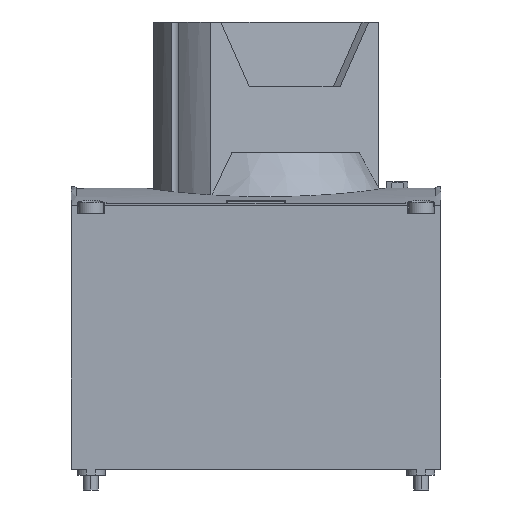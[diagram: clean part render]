
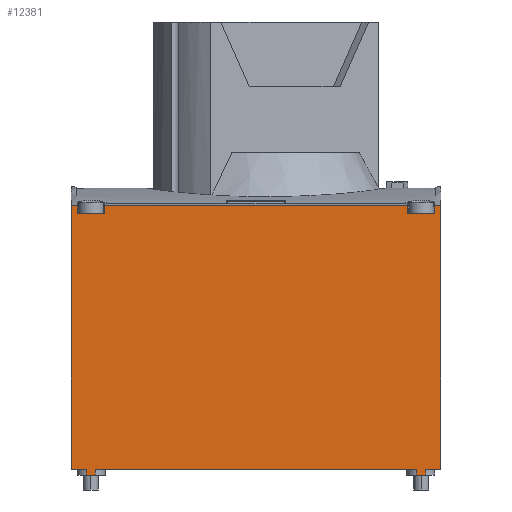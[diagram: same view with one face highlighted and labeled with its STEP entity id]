
A CAD part, front view. The second image highlights one B-rep face of the part: STEP entity #12381.
In plain terms, the highlighted planar face has unit normal (0, -1, 0).
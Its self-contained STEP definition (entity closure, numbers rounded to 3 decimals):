
#77=DIRECTION('',(1.,0.,0.));
#78=VECTOR('',#77,65.143);
#79=CARTESIAN_POINT('',(4.929,0.,1.2));
#80=LINE('',#79,#78);
#84=DIRECTION('',(0.,0.,-1.));
#85=VECTOR('',#84,1.2);
#86=CARTESIAN_POINT('',(4.929,0.,1.2));
#87=LINE('',#86,#85);
#91=DIRECTION('',(1.,0.,0.));
#92=VECTOR('',#91,3.071);
#93=CARTESIAN_POINT('',(0.,0.,1.2));
#94=LINE('',#93,#92);
#98=DIRECTION('',(-1.,0.,0.));
#99=VECTOR('',#98,1.25);
#100=CARTESIAN_POINT('',(1.25,0.,54.7));
#101=LINE('',#100,#99);
#105=DIRECTION('',(0.,0.,-1.));
#106=VECTOR('',#105,1.7);
#107=CARTESIAN_POINT('',(1.25,0.,54.7));
#108=LINE('',#107,#106);
#112=DIRECTION('',(1.,0.,0.));
#113=VECTOR('',#112,5.5);
#114=CARTESIAN_POINT('',(1.25,0.,53.));
#115=LINE('',#114,#113);
#119=DIRECTION('',(0.,0.,-1.));
#120=VECTOR('',#119,1.7);
#121=CARTESIAN_POINT('',(6.75,0.,54.7));
#122=LINE('',#121,#120);
#126=DIRECTION('',(-1.,0.,0.));
#127=VECTOR('',#126,61.5);
#128=CARTESIAN_POINT('',(68.25,0.,54.7));
#129=LINE('',#128,#127);
#133=DIRECTION('',(0.,0.,-1.));
#134=VECTOR('',#133,1.7);
#135=CARTESIAN_POINT('',(68.25,0.,54.7));
#136=LINE('',#135,#134);
#140=DIRECTION('',(1.,0.,0.));
#141=VECTOR('',#140,5.5);
#142=CARTESIAN_POINT('',(68.25,0.,53.));
#143=LINE('',#142,#141);
#147=DIRECTION('',(0.,0.,-1.));
#148=VECTOR('',#147,1.7);
#149=CARTESIAN_POINT('',(73.75,0.,54.7));
#150=LINE('',#149,#148);
#154=DIRECTION('',(-1.,0.,0.));
#155=VECTOR('',#154,1.25);
#156=CARTESIAN_POINT('',(75.,0.,54.7));
#157=LINE('',#156,#155);
#161=DIRECTION('',(1.,0.,0.));
#162=VECTOR('',#161,3.071);
#163=CARTESIAN_POINT('',(71.929,0.,1.2));
#164=LINE('',#163,#162);
#168=DIRECTION('',(0.,0.,-1.));
#169=VECTOR('',#168,1.2);
#170=CARTESIAN_POINT('',(71.929,0.,1.2));
#171=LINE('',#170,#169);
#461=DIRECTION('',(0.,0.,-1.));
#462=VECTOR('',#461,1.2);
#463=CARTESIAN_POINT('',(70.071,0.,1.2));
#464=LINE('',#463,#462);
#514=DIRECTION('',(-1.,0.,0.));
#515=VECTOR('',#514,1.857);
#516=CARTESIAN_POINT('',(71.929,0.,0.));
#517=LINE('',#516,#515);
#560=DIRECTION('',(-1.,0.,0.));
#561=VECTOR('',#560,1.857);
#562=CARTESIAN_POINT('',(4.929,0.,0.));
#563=LINE('',#562,#561);
#5455=DIRECTION('',(0.,0.,-1.));
#5456=VECTOR('',#5455,53.5);
#5457=CARTESIAN_POINT('',(0.,0.,54.7));
#5458=LINE('',#5457,#5456);
#5613=DIRECTION('',(0.,0.,-1.));
#5614=VECTOR('',#5613,1.2);
#5615=CARTESIAN_POINT('',(3.071,0.,1.2));
#5616=LINE('',#5615,#5614);
#8231=DIRECTION('',(0.,0.,1.));
#8232=VECTOR('',#8231,53.5);
#8233=CARTESIAN_POINT('',(75.,0.,1.2));
#8234=LINE('',#8233,#8232);
#10485=CARTESIAN_POINT('',(75.,0.,54.7));
#10487=VERTEX_POINT('',#10485);
#10491=CARTESIAN_POINT('',(0.,0.,54.7));
#10492=VERTEX_POINT('',#10491);
#10521=CARTESIAN_POINT('',(75.,0.,1.2));
#10523=VERTEX_POINT('',#10521);
#10535=CARTESIAN_POINT('',(0.,0.,1.2));
#10537=VERTEX_POINT('',#10535);
#10679=CARTESIAN_POINT('',(1.25,0.,53.));
#10680=CARTESIAN_POINT('',(6.75,0.,53.));
#10681=VERTEX_POINT('',#10679);
#10682=VERTEX_POINT('',#10680);
#10683=CARTESIAN_POINT('',(68.25,0.,53.));
#10684=CARTESIAN_POINT('',(73.75,0.,53.));
#10685=VERTEX_POINT('',#10683);
#10686=VERTEX_POINT('',#10684);
#10687=CARTESIAN_POINT('',(1.25,0.,54.7));
#10688=VERTEX_POINT('',#10687);
#10689=CARTESIAN_POINT('',(6.75,0.,54.7));
#10690=VERTEX_POINT('',#10689);
#10691=CARTESIAN_POINT('',(68.25,0.,54.7));
#10692=VERTEX_POINT('',#10691);
#10693=CARTESIAN_POINT('',(73.75,0.,54.7));
#10694=VERTEX_POINT('',#10693);
#11520=CARTESIAN_POINT('',(71.929,0.,0.));
#11521=VERTEX_POINT('',#11520);
#11522=CARTESIAN_POINT('',(70.071,0.,0.));
#11523=VERTEX_POINT('',#11522);
#11528=CARTESIAN_POINT('',(3.071,0.,0.));
#11530=VERTEX_POINT('',#11528);
#11534=CARTESIAN_POINT('',(4.929,0.,0.));
#11535=VERTEX_POINT('',#11534);
#11540=CARTESIAN_POINT('',(70.071,0.,1.2));
#11542=VERTEX_POINT('',#11540);
#11550=CARTESIAN_POINT('',(71.929,0.,1.2));
#11551=VERTEX_POINT('',#11550);
#11556=CARTESIAN_POINT('',(3.071,0.,1.2));
#11558=VERTEX_POINT('',#11556);
#11565=CARTESIAN_POINT('',(4.929,0.,1.2));
#11567=VERTEX_POINT('',#11565);
#12334=CARTESIAN_POINT('',(0.,0.,0.));
#12335=DIRECTION('',(0.,-1.,0.));
#12336=DIRECTION('',(1.,0.,0.));
#12337=AXIS2_PLACEMENT_3D('',#12334,#12335,#12336);
#12338=PLANE('',#12337);
#12340=ORIENTED_EDGE('',*,*,#12339,.F.);
#12342=ORIENTED_EDGE('',*,*,#12341,.T.);
#12344=ORIENTED_EDGE('',*,*,#12343,.T.);
#12346=ORIENTED_EDGE('',*,*,#12345,.F.);
#12348=ORIENTED_EDGE('',*,*,#12347,.F.);
#12350=ORIENTED_EDGE('',*,*,#12349,.F.);
#12352=ORIENTED_EDGE('',*,*,#12351,.F.);
#12354=ORIENTED_EDGE('',*,*,#12353,.T.);
#12356=ORIENTED_EDGE('',*,*,#12355,.T.);
#12358=ORIENTED_EDGE('',*,*,#12357,.F.);
#12360=ORIENTED_EDGE('',*,*,#12359,.F.);
#12362=ORIENTED_EDGE('',*,*,#12361,.T.);
#12364=ORIENTED_EDGE('',*,*,#12363,.T.);
#12366=ORIENTED_EDGE('',*,*,#12365,.F.);
#12368=ORIENTED_EDGE('',*,*,#12367,.F.);
#12370=ORIENTED_EDGE('',*,*,#12369,.F.);
#12372=ORIENTED_EDGE('',*,*,#12371,.F.);
#12374=ORIENTED_EDGE('',*,*,#12373,.T.);
#12376=ORIENTED_EDGE('',*,*,#12375,.T.);
#12378=ORIENTED_EDGE('',*,*,#12377,.F.);
#12379=EDGE_LOOP('',(#12340,#12342,#12344,#12346,#12348,#12350,#12352,#12354,
#12356,#12358,#12360,#12362,#12364,#12366,#12368,#12370,#12372,#12374,#12376,
#12378));
#12380=FACE_OUTER_BOUND('',#12379,.F.);
#12339=EDGE_CURVE('',#11567,#11542,#80,.T.);
#12341=EDGE_CURVE('',#11567,#11535,#87,.T.);
#12343=EDGE_CURVE('',#11535,#11530,#563,.T.);
#12345=EDGE_CURVE('',#11558,#11530,#5616,.T.);
#12347=EDGE_CURVE('',#10537,#11558,#94,.T.);
#12349=EDGE_CURVE('',#10492,#10537,#5458,.T.);
#12351=EDGE_CURVE('',#10688,#10492,#101,.T.);
#12353=EDGE_CURVE('',#10688,#10681,#108,.T.);
#12355=EDGE_CURVE('',#10681,#10682,#115,.T.);
#12357=EDGE_CURVE('',#10690,#10682,#122,.T.);
#12359=EDGE_CURVE('',#10692,#10690,#129,.T.);
#12361=EDGE_CURVE('',#10692,#10685,#136,.T.);
#12363=EDGE_CURVE('',#10685,#10686,#143,.T.);
#12365=EDGE_CURVE('',#10694,#10686,#150,.T.);
#12367=EDGE_CURVE('',#10487,#10694,#157,.T.);
#12369=EDGE_CURVE('',#10523,#10487,#8234,.T.);
#12371=EDGE_CURVE('',#11551,#10523,#164,.T.);
#12373=EDGE_CURVE('',#11551,#11521,#171,.T.);
#12375=EDGE_CURVE('',#11521,#11523,#517,.T.);
#12377=EDGE_CURVE('',#11542,#11523,#464,.T.);
#12381=ADVANCED_FACE('',(#12380),#12338,.T.);
